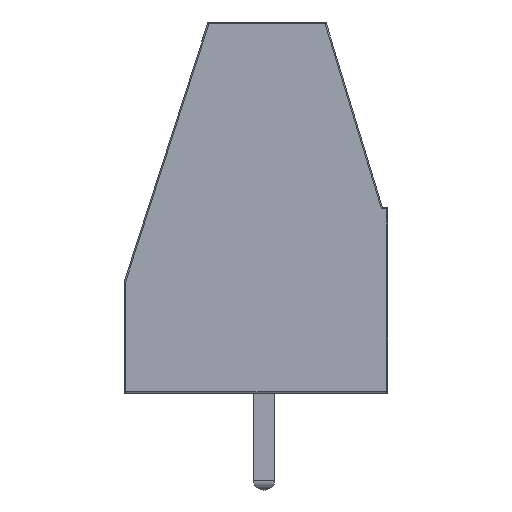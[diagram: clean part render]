
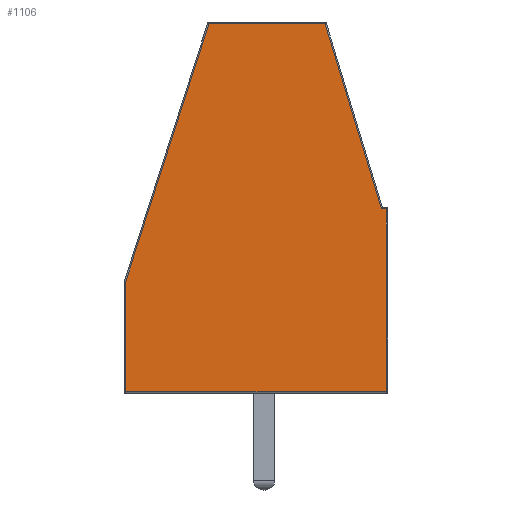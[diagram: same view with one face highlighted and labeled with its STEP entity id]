
A CAD part, left-side view. The second image highlights one B-rep face of the part: STEP entity #1106.
In plain terms, the highlighted planar face has unit normal (-1, 0, 0).
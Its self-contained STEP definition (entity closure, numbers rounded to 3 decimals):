
#167 = VERTEX_POINT('',#168);
#168 = CARTESIAN_POINT('',(-2.54,-2.263,13.85));
#183 = EDGE_CURVE('',#184,#167,#186,.T.);
#184 = VERTEX_POINT('',#185);
#185 = CARTESIAN_POINT('',(-2.54,-4.363,6.95));
#186 = LINE('',#187,#188);
#187 = CARTESIAN_POINT('',(-2.54,-4.352,6.985));
#188 = VECTOR('',#189,1.);
#189 = DIRECTION('',(0.,0.291,0.957));
#1086 = VERTEX_POINT('',#1087);
#1087 = CARTESIAN_POINT('',(-2.54,-4.55,6.95));
#1096 = EDGE_CURVE('',#1086,#184,#1097,.T.);
#1097 = LINE('',#1098,#1099);
#1098 = CARTESIAN_POINT('',(-2.54,-4.6,6.95));
#1099 = VECTOR('',#1100,1.);
#1100 = DIRECTION('',(0.,1.,0.));
#1106 = ADVANCED_FACE('',(#1107),#1149,.T.);
#1107 = FACE_BOUND('',#1108,.T.);
#1108 = EDGE_LOOP('',(#1109,#1117,#1125,#1133,#1141,#1147,#1148));
#1109 = ORIENTED_EDGE('',*,*,#1110,.T.);
#1110 = EDGE_CURVE('',#167,#1111,#1113,.T.);
#1111 = VERTEX_POINT('',#1112);
#1112 = CARTESIAN_POINT('',(-2.54,2.044,13.85));
#1113 = LINE('',#1114,#1115);
#1114 = CARTESIAN_POINT('',(-2.54,-2.3,13.85));
#1115 = VECTOR('',#1116,1.);
#1116 = DIRECTION('',(0.,1.,0.));
#1117 = ORIENTED_EDGE('',*,*,#1118,.T.);
#1118 = EDGE_CURVE('',#1111,#1119,#1121,.T.);
#1119 = VERTEX_POINT('',#1120);
#1120 = CARTESIAN_POINT('',(-2.54,5.15,4.232));
#1121 = LINE('',#1122,#1123);
#1122 = CARTESIAN_POINT('',(-2.54,2.032,13.885));
#1123 = VECTOR('',#1124,1.);
#1124 = DIRECTION('',(0.,0.307,-0.952));
#1125 = ORIENTED_EDGE('',*,*,#1126,.T.);
#1126 = EDGE_CURVE('',#1119,#1127,#1129,.T.);
#1127 = VERTEX_POINT('',#1128);
#1128 = CARTESIAN_POINT('',(-2.54,5.15,0.15));
#1129 = LINE('',#1130,#1131);
#1130 = CARTESIAN_POINT('',(-2.54,5.15,4.24));
#1131 = VECTOR('',#1132,1.);
#1132 = DIRECTION('',(0.,0.,-1.));
#1133 = ORIENTED_EDGE('',*,*,#1134,.T.);
#1134 = EDGE_CURVE('',#1127,#1135,#1137,.T.);
#1135 = VERTEX_POINT('',#1136);
#1136 = CARTESIAN_POINT('',(-2.54,-4.55,0.15));
#1137 = LINE('',#1138,#1139);
#1138 = CARTESIAN_POINT('',(-2.54,5.2,0.15));
#1139 = VECTOR('',#1140,1.);
#1140 = DIRECTION('',(0.,-1.,0.));
#1141 = ORIENTED_EDGE('',*,*,#1142,.T.);
#1142 = EDGE_CURVE('',#1135,#1086,#1143,.T.);
#1143 = LINE('',#1144,#1145);
#1144 = CARTESIAN_POINT('',(-2.54,-4.55,0.1));
#1145 = VECTOR('',#1146,1.);
#1146 = DIRECTION('',(0.,0.,1.));
#1147 = ORIENTED_EDGE('',*,*,#1096,.T.);
#1148 = ORIENTED_EDGE('',*,*,#183,.T.);
#1149 = PLANE('',#1150);
#1150 = AXIS2_PLACEMENT_3D('',#1151,#1152,#1153);
#1151 = CARTESIAN_POINT('',(-2.54,0.097,6.175));
#1152 = DIRECTION('',(-1.,0.,0.));
#1153 = DIRECTION('',(0.,0.,-1.));
